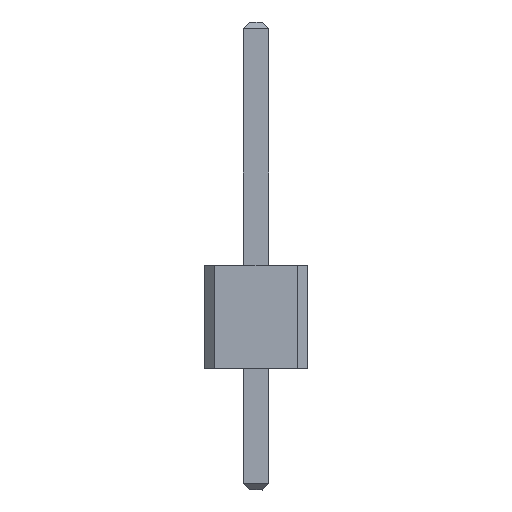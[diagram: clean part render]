
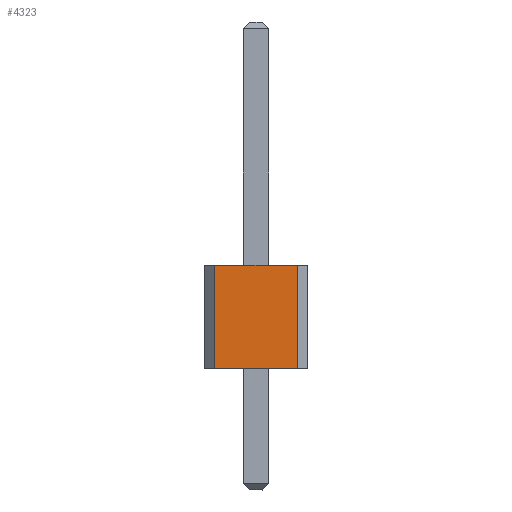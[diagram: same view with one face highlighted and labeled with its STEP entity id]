
A CAD part, front view. The second image highlights one B-rep face of the part: STEP entity #4323.
In plain terms, the highlighted planar face has unit normal (0, -1, 0).
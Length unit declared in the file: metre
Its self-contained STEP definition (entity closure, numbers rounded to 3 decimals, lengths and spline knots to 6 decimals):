
#800=ORIENTED_EDGE('',*,*,#1652,.T.);
#801=ORIENTED_EDGE('',*,*,#1651,.T.);
#802=ORIENTED_EDGE('',*,*,#1653,.F.);
#803=ORIENTED_EDGE('',*,*,#1654,.F.);
#1651=EDGE_CURVE('',#2074,#2077,#2601,.T.);
#1652=EDGE_CURVE('',#2078,#2074,#2602,.T.);
#1653=EDGE_CURVE('',#2079,#2077,#2603,.T.);
#1654=EDGE_CURVE('',#2078,#2079,#2604,.T.);
#2074=VERTEX_POINT('',#6927);
#2077=VERTEX_POINT('',#6932);
#2078=VERTEX_POINT('',#6936);
#2079=VERTEX_POINT('',#6938);
#2601=LINE('',#6933,#3187);
#2602=LINE('',#6935,#3188);
#2603=LINE('',#6937,#3189);
#2604=LINE('',#6939,#3190);
#3187=VECTOR('',#5795,1.);
#3188=VECTOR('',#5798,1.);
#3189=VECTOR('',#5799,1.);
#3190=VECTOR('',#5800,1.);
#3551=EDGE_LOOP('',(#800,#801,#802,#803));
#3815=FACE_BOUND('',#3551,.T.);
#4079=PLANE('',#4965);
#4323=ADVANCED_FACE('',(#3815),#4079,.F.);
#4965=AXIS2_PLACEMENT_3D('',#6934,#5796,#5797);
#5795=DIRECTION('',(0.,0.,1.));
#5796=DIRECTION('',(0.,1.,0.));
#5797=DIRECTION('',(1.,0.,0.));
#5798=DIRECTION('',(1.,0.,0.));
#5799=DIRECTION('',(1.,0.,0.));
#5800=DIRECTION('',(0.,0.,1.));
#6927=CARTESIAN_POINT('',(0.001016,-0.02413,0.));
#6932=CARTESIAN_POINT('',(0.001016,-0.02413,0.00254));
#6933=CARTESIAN_POINT('',(0.001016,-0.02413,0.));
#6934=CARTESIAN_POINT('',(-0.001016,-0.02413,0.));
#6935=CARTESIAN_POINT('',(-0.001016,-0.02413,0.));
#6936=CARTESIAN_POINT('',(-0.001016,-0.02413,0.));
#6937=CARTESIAN_POINT('',(-0.001016,-0.02413,0.00254));
#6938=CARTESIAN_POINT('',(-0.001016,-0.02413,0.00254));
#6939=CARTESIAN_POINT('',(-0.001016,-0.02413,0.));
